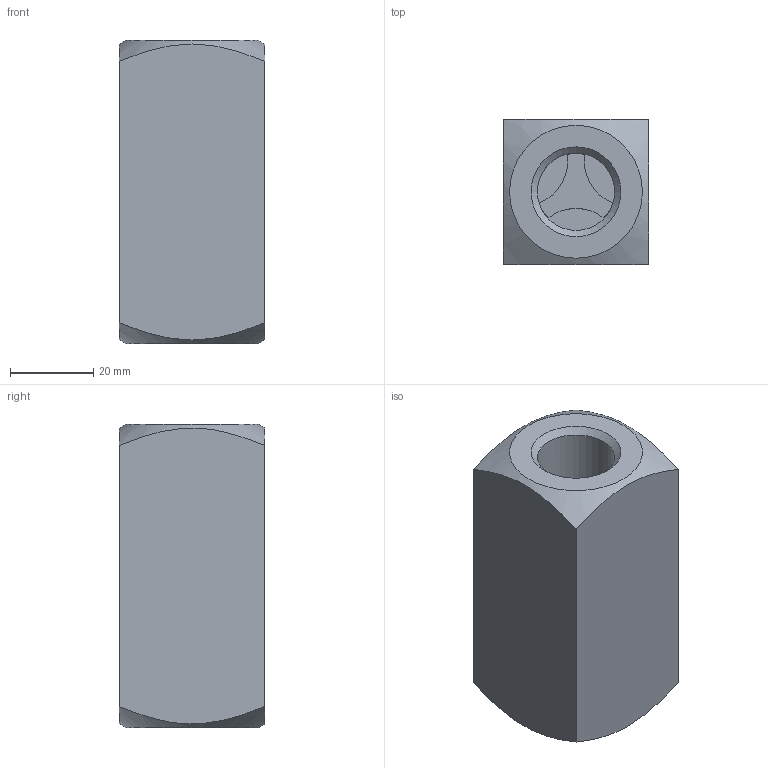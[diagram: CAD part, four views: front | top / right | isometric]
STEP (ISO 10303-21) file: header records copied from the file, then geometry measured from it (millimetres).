
FILE_DESCRIPTION(/* description */ (''),/* implementation_level */ '2;1');
FILE_NAME(/* name */ 'RV-DN12-G1_2.stp',/* time_stamp */ '2019-09-18T08:36:29+02:00',/* author */ ('sbaus'),/* organization */ (''),/* preprocessor_version */ 'ST-DEVELOPER v17',/* originating_system */ 'Autodesk Inventor 2018',/* authorisation */ '');
FILE_SCHEMA (('AUTOMOTIVE_DESIGN { 1 0 10303 214 3 1 1 }'));
Length unit declared in the file: millimetre
Products named in the file (1): RV-DN12-G1_2
Bounding box: 35 x 35 x 73 mm (x, y, z)
Volume: 76513.1 mm3; surface area: 14967.8 mm2
Topology: 1 solids, 1 shells, 33 faces, 91 edges, 60 vertices
Faces by surface type: cone 14, plane 10, cylinder 7, torus 2
Full cylindrical faces by diameter (mm): 10 x1, 10.5 x1, 18.631 x2
Entity records: 1169 total; most frequent: CARTESIAN_POINT 241, DIRECTION 184, ORIENTED_EDGE 182, EDGE_CURVE 91, AXIS2_PLACEMENT_3D 81, VERTEX_POINT 60, CIRCLE 47, EDGE_LOOP 40
